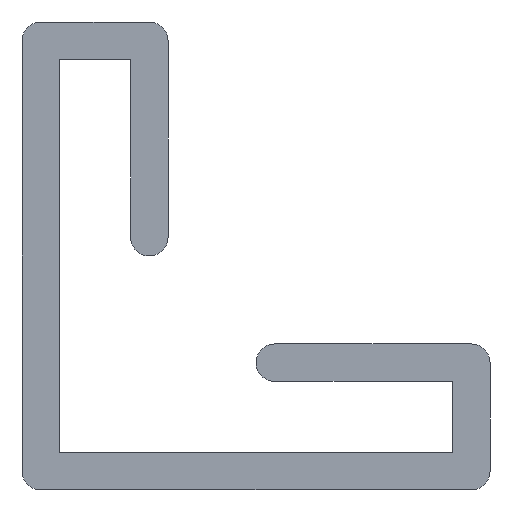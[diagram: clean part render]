
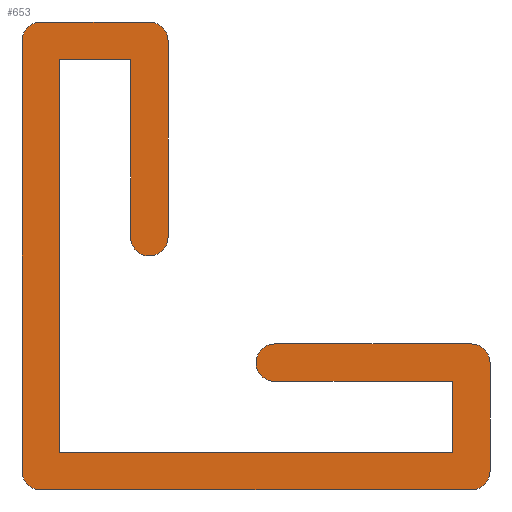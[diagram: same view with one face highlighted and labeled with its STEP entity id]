
A CAD part, front view. The second image highlights one B-rep face of the part: STEP entity #653.
In plain terms, the highlighted planar face has unit normal (0, -1, 0).
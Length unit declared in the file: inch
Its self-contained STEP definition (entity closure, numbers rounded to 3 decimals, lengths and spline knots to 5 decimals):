
#24=CARTESIAN_POINT('',(9.82958,4.94961,0.46));
#25=VERTEX_POINT('',#24);
#26=CARTESIAN_POINT('',(9.86958,4.94961,0.5));
#27=VERTEX_POINT('',#26);
#28=CARTESIAN_POINT('',(9.86958,4.94961,0.46));
#29=DIRECTION('',(0.,1.,0.));
#30=DIRECTION('',(1.,0.,0.));
#31=AXIS2_PLACEMENT_3D('',#28,#29,#30);
#32=CIRCLE('',#31,0.04);
#33=EDGE_CURVE('',#25,#27,#32,.T.);
#66=CARTESIAN_POINT('',(10.10158,4.94961,0.5));
#67=VERTEX_POINT('',#66);
#68=CARTESIAN_POINT('',(9.86958,4.94961,0.5));
#69=DIRECTION('',(1.,0.,0.));
#70=VECTOR('',#69,1.);
#71=LINE('',#68,#70);
#72=EDGE_CURVE('',#27,#67,#71,.T.);
#97=CARTESIAN_POINT('',(10.14158,4.94961,0.46));
#98=VERTEX_POINT('',#97);
#99=CARTESIAN_POINT('',(10.10158,4.94961,0.46));
#100=DIRECTION('',(0.,1.,0.));
#101=DIRECTION('',(1.,0.,0.));
#102=AXIS2_PLACEMENT_3D('',#99,#100,#101);
#103=CIRCLE('',#102,0.04);
#104=EDGE_CURVE('',#67,#98,#103,.T.);
#130=CARTESIAN_POINT('',(10.14158,4.94961,0.04));
#131=VERTEX_POINT('',#130);
#132=CARTESIAN_POINT('',(10.14158,4.94961,0.04));
#133=DIRECTION('',(0.,0.,-1.));
#134=VECTOR('',#133,1.);
#135=LINE('',#132,#134);
#136=EDGE_CURVE('',#98,#131,#135,.T.);
#161=CARTESIAN_POINT('',(10.06158,4.94961,0.04));
#162=VERTEX_POINT('',#161);
#163=CARTESIAN_POINT('',(10.10158,4.94961,0.04));
#164=DIRECTION('',(0.,1.,0.));
#165=DIRECTION('',(1.,0.,0.));
#166=AXIS2_PLACEMENT_3D('',#163,#164,#165);
#167=CIRCLE('',#166,0.04);
#168=EDGE_CURVE('',#131,#162,#167,.T.);
#194=CARTESIAN_POINT('',(10.06158,4.94961,0.42));
#195=VERTEX_POINT('',#194);
#196=CARTESIAN_POINT('',(10.06158,4.94961,0.04));
#197=DIRECTION('',(0.,0.,1.));
#198=VECTOR('',#197,1.);
#199=LINE('',#196,#198);
#200=EDGE_CURVE('',#162,#195,#199,.T.);
#225=CARTESIAN_POINT('',(9.90958,4.94961,0.42));
#226=VERTEX_POINT('',#225);
#227=CARTESIAN_POINT('',(9.90958,4.94961,0.42));
#228=DIRECTION('',(-1.,0.,0.));
#229=VECTOR('',#228,1.);
#230=LINE('',#227,#229);
#231=EDGE_CURVE('',#195,#226,#230,.T.);
#256=CARTESIAN_POINT('',(9.90958,4.94961,-0.42));
#257=VERTEX_POINT('',#256);
#258=CARTESIAN_POINT('',(9.90958,4.94961,-0.42));
#259=DIRECTION('',(0.,0.,-1.));
#260=VECTOR('',#259,1.);
#261=LINE('',#258,#260);
#262=EDGE_CURVE('',#226,#257,#261,.T.);
#287=CARTESIAN_POINT('',(10.74958,4.94961,-0.42));
#288=VERTEX_POINT('',#287);
#289=CARTESIAN_POINT('',(10.74958,4.94961,-0.42));
#290=DIRECTION('',(1.,0.,0.));
#291=VECTOR('',#290,1.);
#292=LINE('',#289,#291);
#293=EDGE_CURVE('',#257,#288,#292,.T.);
#318=CARTESIAN_POINT('',(10.74958,4.94961,-0.268));
#319=VERTEX_POINT('',#318);
#320=CARTESIAN_POINT('',(10.74958,4.94961,-0.268));
#321=DIRECTION('',(0.,0.,1.));
#322=VECTOR('',#321,1.);
#323=LINE('',#320,#322);
#324=EDGE_CURVE('',#288,#319,#323,.T.);
#349=CARTESIAN_POINT('',(10.36958,4.94961,-0.268));
#350=VERTEX_POINT('',#349);
#351=CARTESIAN_POINT('',(10.74958,4.94961,-0.268));
#352=DIRECTION('',(-1.,0.,0.));
#353=VECTOR('',#352,1.);
#354=LINE('',#351,#353);
#355=EDGE_CURVE('',#319,#350,#354,.T.);
#380=CARTESIAN_POINT('',(10.36958,4.94961,-0.188));
#381=VERTEX_POINT('',#380);
#382=CARTESIAN_POINT('',(10.36958,4.94961,-0.228));
#383=DIRECTION('',(0.,1.,0.));
#384=DIRECTION('',(1.,0.,0.));
#385=AXIS2_PLACEMENT_3D('',#382,#383,#384);
#386=CIRCLE('',#385,0.04);
#387=EDGE_CURVE('',#350,#381,#386,.T.);
#413=CARTESIAN_POINT('',(10.78958,4.94961,-0.188));
#414=VERTEX_POINT('',#413);
#415=CARTESIAN_POINT('',(10.78958,4.94961,-0.188));
#416=DIRECTION('',(1.,0.,0.));
#417=VECTOR('',#416,1.);
#418=LINE('',#415,#417);
#419=EDGE_CURVE('',#381,#414,#418,.T.);
#444=CARTESIAN_POINT('',(10.82958,4.94961,-0.228));
#445=VERTEX_POINT('',#444);
#446=CARTESIAN_POINT('',(10.78958,4.94961,-0.228));
#447=DIRECTION('',(0.,1.,0.));
#448=DIRECTION('',(1.,0.,0.));
#449=AXIS2_PLACEMENT_3D('',#446,#447,#448);
#450=CIRCLE('',#449,0.04);
#451=EDGE_CURVE('',#414,#445,#450,.T.);
#477=CARTESIAN_POINT('',(10.82958,4.94961,-0.46));
#478=VERTEX_POINT('',#477);
#479=CARTESIAN_POINT('',(10.82958,4.94961,-0.228));
#480=DIRECTION('',(0.,0.,-1.));
#481=VECTOR('',#480,1.);
#482=LINE('',#479,#481);
#483=EDGE_CURVE('',#445,#478,#482,.T.);
#508=CARTESIAN_POINT('',(10.78958,4.94961,-0.5));
#509=VERTEX_POINT('',#508);
#510=CARTESIAN_POINT('',(10.78958,4.94961,-0.46));
#511=DIRECTION('',(0.,1.,0.));
#512=DIRECTION('',(1.,0.,0.));
#513=AXIS2_PLACEMENT_3D('',#510,#511,#512);
#514=CIRCLE('',#513,0.04);
#515=EDGE_CURVE('',#478,#509,#514,.T.);
#541=CARTESIAN_POINT('',(9.86958,4.94961,-0.5));
#542=VERTEX_POINT('',#541);
#543=CARTESIAN_POINT('',(10.78958,4.94961,-0.5));
#544=DIRECTION('',(-1.,0.,0.));
#545=VECTOR('',#544,1.);
#546=LINE('',#543,#545);
#547=EDGE_CURVE('',#509,#542,#546,.T.);
#572=CARTESIAN_POINT('',(9.82958,4.94961,-0.46));
#573=VERTEX_POINT('',#572);
#574=CARTESIAN_POINT('',(9.86958,4.94961,-0.46));
#575=DIRECTION('',(0.,1.,0.));
#576=DIRECTION('',(1.,0.,0.));
#577=AXIS2_PLACEMENT_3D('',#574,#575,#576);
#578=CIRCLE('',#577,0.04);
#579=EDGE_CURVE('',#542,#573,#578,.T.);
#605=CARTESIAN_POINT('',(9.82958,4.94961,-0.46));
#606=DIRECTION('',(0.,0.,1.));
#607=VECTOR('',#606,1.);
#608=LINE('',#605,#607);
#609=EDGE_CURVE('',#573,#25,#608,.T.);
#627=ORIENTED_EDGE('',*,*,#33,.F.);
#628=ORIENTED_EDGE('',*,*,#609,.F.);
#629=ORIENTED_EDGE('',*,*,#579,.F.);
#630=ORIENTED_EDGE('',*,*,#547,.F.);
#631=ORIENTED_EDGE('',*,*,#515,.F.);
#632=ORIENTED_EDGE('',*,*,#483,.F.);
#633=ORIENTED_EDGE('',*,*,#451,.F.);
#634=ORIENTED_EDGE('',*,*,#419,.F.);
#635=ORIENTED_EDGE('',*,*,#387,.F.);
#636=ORIENTED_EDGE('',*,*,#355,.F.);
#637=ORIENTED_EDGE('',*,*,#324,.F.);
#638=ORIENTED_EDGE('',*,*,#293,.F.);
#639=ORIENTED_EDGE('',*,*,#262,.F.);
#640=ORIENTED_EDGE('',*,*,#231,.F.);
#641=ORIENTED_EDGE('',*,*,#200,.F.);
#642=ORIENTED_EDGE('',*,*,#168,.F.);
#643=ORIENTED_EDGE('',*,*,#136,.F.);
#644=ORIENTED_EDGE('',*,*,#104,.F.);
#645=ORIENTED_EDGE('',*,*,#72,.F.);
#646=EDGE_LOOP('',(#627,#628,#629,#630,#631,#632,#633,#634,#635,#636,#637,#638,#639,#640,#641,#642,#643,#644,#645));
#647=FACE_OUTER_BOUND('',#646,.T.);
#648=CARTESIAN_POINT('',(9.82958,4.94961,-0.17266));
#649=DIRECTION('',(0.,-1.,0.));
#650=DIRECTION('',(1.,0.,0.));
#651=AXIS2_PLACEMENT_3D('',#648,#649,#650);
#652=PLANE('',#651);
#653=ADVANCED_FACE('',(#647),#652,.T.);
